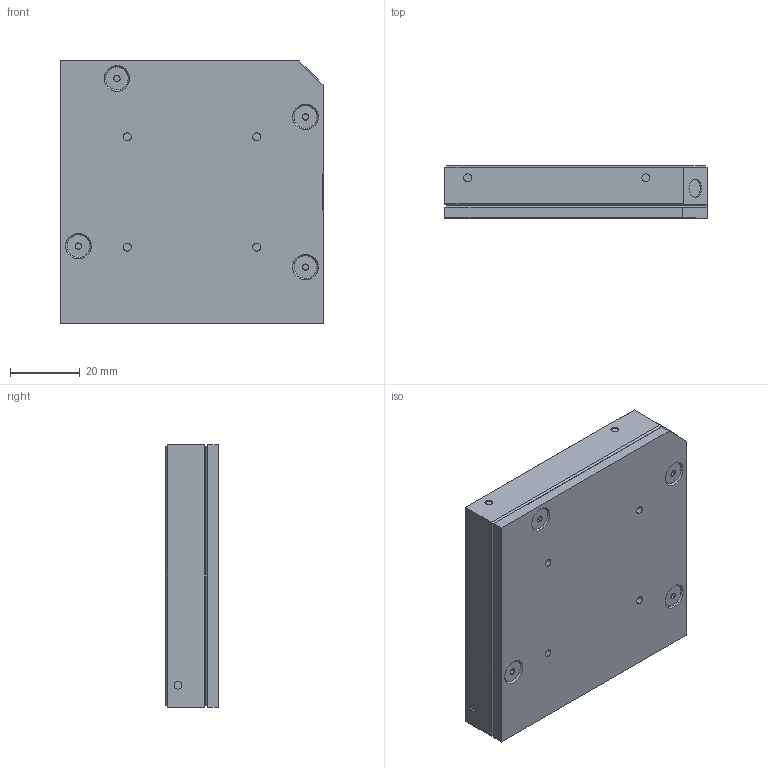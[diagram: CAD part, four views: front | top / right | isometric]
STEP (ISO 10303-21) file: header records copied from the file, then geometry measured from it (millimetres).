
FILE_DESCRIPTION (( 'STEP AP203' ), '1' );
FILE_NAME ('SK-9694 QE50LP-S-MB.STEP', '2017-07-26T18:01:55', ( '' ), ( '' ), 'SwSTEP 2.0', 'SolidWorks 2016', '' );
FILE_SCHEMA (( 'CONFIG_CONTROL_DESIGN' ));
Products named in the file (1): SK-9694 QE50LP-S-MB
Bounding box: 75 x 15 x 75 mm (x, y, z)
Volume: 81243.1 mm3; surface area: 16339.3 mm2
Topology: 2 solids, 5 shells, 2875 faces, 8242 edges, 5463 vertices
Faces by surface type: plane 2710, cylinder 88, cone 61, torus 8, bspline 8
Entity records: 94718 total; most frequent: CARTESIAN_POINT 19620, ORIENTED_EDGE 16484, DIRECTION 14023, EDGE_CURVE 8242, LINE 7905, VECTOR 7905, VERTEX_POINT 5463, AXIS2_PLACEMENT_3D 3059
